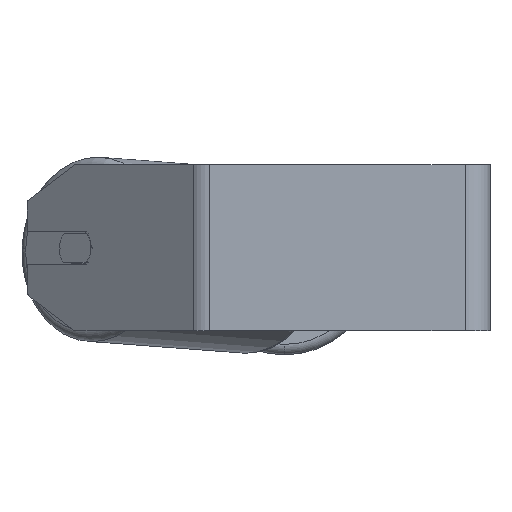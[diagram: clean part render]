
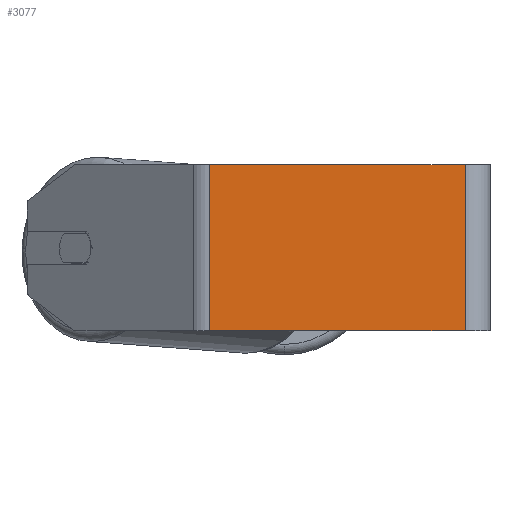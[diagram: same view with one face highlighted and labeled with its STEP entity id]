
A CAD part, left-side view. The second image highlights one B-rep face of the part: STEP entity #3077.
In plain terms, the highlighted planar face has unit normal (-1, 0, 0).
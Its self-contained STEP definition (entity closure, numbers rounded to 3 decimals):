
#259 = VERTEX_POINT ( 'NONE', #5738 ) ;
#424 = ORIENTED_EDGE ( 'NONE', *, *, #3368, .F. ) ;
#589 = EDGE_CURVE ( 'NONE', #259, #6438, #4836, .T. ) ;
#925 = CARTESIAN_POINT ( 'NONE',  ( -255., 12., 40. ) ) ;
#936 = PLANE ( 'NONE',  #5159 ) ;
#1096 = VECTOR ( 'NONE', #8395, 1000. ) ;
#1955 = ORIENTED_EDGE ( 'NONE', *, *, #5125, .T. ) ;
#2301 = VECTOR ( 'NONE', #5448, 1000. ) ;
#2426 = CARTESIAN_POINT ( 'NONE',  ( -255., 135.202, 40. ) ) ;
#2936 = DIRECTION ( 'NONE',  ( 0., 0., -1. ) ) ;
#3077 = ADVANCED_FACE ( 'NONE', ( #5539 ), #936, .F. ) ;
#3199 = LINE ( 'NONE', #6473, #1096 ) ;
#3368 = EDGE_CURVE ( 'NONE', #6383, #6438, #6724, .T. ) ;
#3471 = DIRECTION ( 'NONE',  ( 0., -1., 0. ) ) ;
#3540 = DIRECTION ( 'NONE',  ( 0., 0., -1. ) ) ;
#4396 = EDGE_CURVE ( 'NONE', #6601, #6383, #3199, .T. ) ;
#4437 = ORIENTED_EDGE ( 'NONE', *, *, #589, .T. ) ;
#4836 = LINE ( 'NONE', #7474, #6225 ) ;
#5125 = EDGE_CURVE ( 'NONE', #6601, #259, #5537, .T. ) ;
#5159 = AXIS2_PLACEMENT_3D ( 'NONE', #5586, #7453, #3540 ) ;
#5448 = DIRECTION ( 'NONE',  ( 0., 0., -1. ) ) ;
#5537 = LINE ( 'NONE', #2426, #7233 ) ;
#5539 = FACE_OUTER_BOUND ( 'NONE', #7639, .T. ) ;
#5586 = CARTESIAN_POINT ( 'NONE',  ( -255., 139.57, 40. ) ) ;
#5738 = CARTESIAN_POINT ( 'NONE',  ( -255., 135.202, -40. ) ) ;
#5794 = CARTESIAN_POINT ( 'NONE',  ( -255., 12., 40. ) ) ;
#6176 = ORIENTED_EDGE ( 'NONE', *, *, #4396, .F. ) ;
#6225 = VECTOR ( 'NONE', #3471, 1000. ) ;
#6383 = VERTEX_POINT ( 'NONE', #5794 ) ;
#6438 = VERTEX_POINT ( 'NONE', #6758 ) ;
#6473 = CARTESIAN_POINT ( 'NONE',  ( -255., 139.57, 40. ) ) ;
#6601 = VERTEX_POINT ( 'NONE', #7530 ) ;
#6724 = LINE ( 'NONE', #925, #2301 ) ;
#6758 = CARTESIAN_POINT ( 'NONE',  ( -255., 12., -40. ) ) ;
#7233 = VECTOR ( 'NONE', #2936, 1000. ) ;
#7453 = DIRECTION ( 'NONE',  ( 1., 0., 0. ) ) ;
#7474 = CARTESIAN_POINT ( 'NONE',  ( -255., 139.57, -40. ) ) ;
#7530 = CARTESIAN_POINT ( 'NONE',  ( -255., 135.202, 40. ) ) ;
#7639 = EDGE_LOOP ( 'NONE', ( #4437, #424, #6176, #1955 ) ) ;
#8395 = DIRECTION ( 'NONE',  ( 0., -1., 0. ) ) ;
